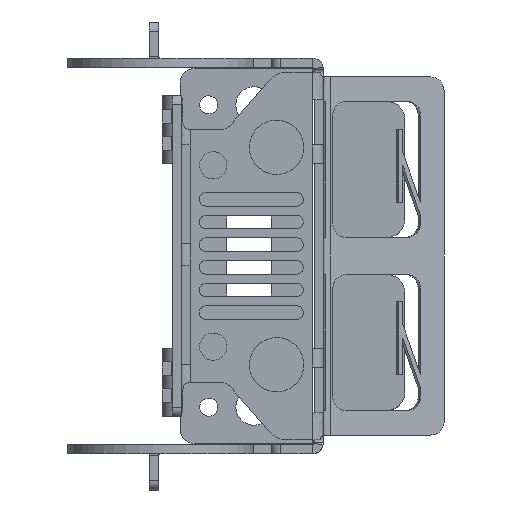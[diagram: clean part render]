
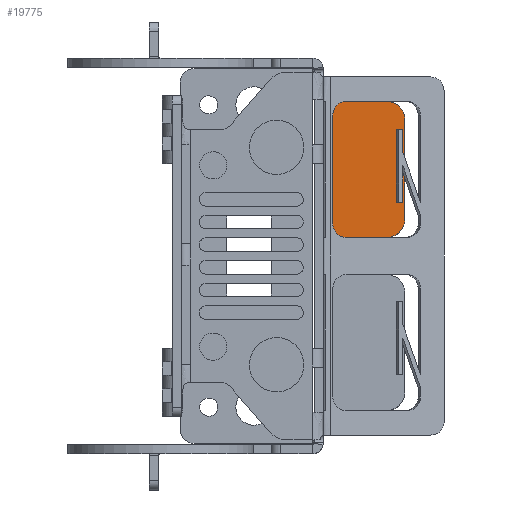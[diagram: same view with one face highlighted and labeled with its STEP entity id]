
A CAD part, left-side view. The second image highlights one B-rep face of the part: STEP entity #19775.
In plain terms, the highlighted free-form (B-spline) face has degree [1, 1] with [2, 2] control points.
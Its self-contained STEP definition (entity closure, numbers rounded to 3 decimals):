
#5341 = VERTEX_POINT('',#5342);
#5342 = CARTESIAN_POINT('',(62.651,-1.042,
    13.078));
#5348 = EDGE_CURVE('',#5341,#5349,#5351,.T.);
#5349 = VERTEX_POINT('',#5350);
#5350 = CARTESIAN_POINT('',(62.651,-1.042,
    14.815));
#5351 = B_SPLINE_CURVE_WITH_KNOTS('',1,(#5352,#5353),.UNSPECIFIED.,.F.,
  .F.,(2,2),(15.055,17.055),.PIECEWISE_BEZIER_KNOTS.);
#5352 = CARTESIAN_POINT('',(62.651,-1.042,
    13.078));
#5353 = CARTESIAN_POINT('',(62.651,-1.042,
    14.815));
#5371 = EDGE_CURVE('',#5372,#5374,#5376,.T.);
#5372 = VERTEX_POINT('',#5373);
#5373 = CARTESIAN_POINT('',(62.651,-1.042,
    1.785));
#5374 = VERTEX_POINT('',#5375);
#5375 = CARTESIAN_POINT('',(62.651,-1.042,
    3.523));
#5376 = B_SPLINE_CURVE_WITH_KNOTS('',1,(#5377,#5378),.UNSPECIFIED.,.F.,
  .F.,(2,2),(2.055,4.055),.PIECEWISE_BEZIER_KNOTS.);
#5377 = CARTESIAN_POINT('',(62.651,-1.042,
    1.785));
#5378 = CARTESIAN_POINT('',(62.651,-1.042,
    3.523));
#19731 = VERTEX_POINT('',#19732);
#19732 = CARTESIAN_POINT('',(62.651,-6.949,
    1.785));
#19737 = EDGE_CURVE('',#5372,#19731,#19738,.T.);
#19738 = B_SPLINE_CURVE_WITH_KNOTS('',1,(#19739,#19740),.UNSPECIFIED.,
  .F.,.F.,(2,2),(-8.8,-2.),.PIECEWISE_BEZIER_KNOTS.);
#19739 = CARTESIAN_POINT('',(62.651,-1.042,
    1.785));
#19740 = CARTESIAN_POINT('',(62.651,-6.949,
    1.785));
#19751 = EDGE_CURVE('',#19752,#5349,#19754,.T.);
#19752 = VERTEX_POINT('',#19753);
#19753 = CARTESIAN_POINT('',(62.651,-6.949,
    14.815));
#19754 = B_SPLINE_CURVE_WITH_KNOTS('',1,(#19755,#19756),.UNSPECIFIED.,
  .F.,.F.,(2,2),(-7.,-0.2),.PIECEWISE_BEZIER_KNOTS.);
#19755 = CARTESIAN_POINT('',(62.651,-6.949,
    14.815));
#19756 = CARTESIAN_POINT('',(62.651,-1.042,
    14.815));
#19775 = ADVANCED_FACE('',(#19776),#19808,.F.);
#19776 = FACE_BOUND('',#19777,.T.);
#19777 = EDGE_LOOP('',(#19778,#19779,#19787,#19794,#19800,#19801,#19802,
    #19807));
#19778 = ORIENTED_EDGE('',*,*,#19737,.T.);
#19779 = ORIENTED_EDGE('',*,*,#19780,.T.);
#19780 = EDGE_CURVE('',#19731,#19781,#19783,.T.);
#19781 = VERTEX_POINT('',#19782);
#19782 = CARTESIAN_POINT('',(62.651,-8.687,
    3.523));
#19783 = ( BOUNDED_CURVE() B_SPLINE_CURVE(2,(#19784,#19785,#19786),
.UNSPECIFIED.,.F.,.F.) B_SPLINE_CURVE_WITH_KNOTS((3,3),(1.571,
3.142),.PIECEWISE_BEZIER_KNOTS.) CURVE() 
GEOMETRIC_REPRESENTATION_ITEM() RATIONAL_B_SPLINE_CURVE((1.,
0.707,1.)) REPRESENTATION_ITEM('') );
#19784 = CARTESIAN_POINT('',(62.651,-6.949,
    1.785));
#19785 = CARTESIAN_POINT('',(62.651,-8.687,
    1.785));
#19786 = CARTESIAN_POINT('',(62.651,-8.687,
    3.523));
#19787 = ORIENTED_EDGE('',*,*,#19788,.T.);
#19788 = EDGE_CURVE('',#19781,#19789,#19791,.T.);
#19789 = VERTEX_POINT('',#19790);
#19790 = CARTESIAN_POINT('',(62.651,-8.687,
    13.078));
#19791 = B_SPLINE_CURVE_WITH_KNOTS('',1,(#19792,#19793),.UNSPECIFIED.,
  .F.,.F.,(2,2),(-13.,-2.),.PIECEWISE_BEZIER_KNOTS.);
#19792 = CARTESIAN_POINT('',(62.651,-8.687,
    3.523));
#19793 = CARTESIAN_POINT('',(62.651,-8.687,
    13.078));
#19794 = ORIENTED_EDGE('',*,*,#19795,.T.);
#19795 = EDGE_CURVE('',#19789,#19752,#19796,.T.);
#19796 = ( BOUNDED_CURVE() B_SPLINE_CURVE(2,(#19797,#19798,#19799),
.UNSPECIFIED.,.F.,.F.) B_SPLINE_CURVE_WITH_KNOTS((3,3),(3.142,
4.712),.PIECEWISE_BEZIER_KNOTS.) CURVE() 
GEOMETRIC_REPRESENTATION_ITEM() RATIONAL_B_SPLINE_CURVE((1.,
0.707,1.)) REPRESENTATION_ITEM('') );
#19797 = CARTESIAN_POINT('',(62.651,-8.687,
    13.078));
#19798 = CARTESIAN_POINT('',(62.651,-8.687,
    14.815));
#19799 = CARTESIAN_POINT('',(62.651,-6.949,
    14.815));
#19800 = ORIENTED_EDGE('',*,*,#19751,.T.);
#19801 = ORIENTED_EDGE('',*,*,#5348,.F.);
#19802 = ORIENTED_EDGE('',*,*,#19803,.T.);
#19803 = EDGE_CURVE('',#5341,#5374,#19804,.T.);
#19804 = B_SPLINE_CURVE_WITH_KNOTS('',1,(#19805,#19806),.UNSPECIFIED.,
  .F.,.F.,(2,2),(-13.,-2.),.PIECEWISE_BEZIER_KNOTS.);
#19805 = CARTESIAN_POINT('',(62.651,-1.042,
    13.078));
#19806 = CARTESIAN_POINT('',(62.651,-1.042,
    3.523));
#19807 = ORIENTED_EDGE('',*,*,#5371,.F.);
#19808 = B_SPLINE_SURFACE_WITH_KNOTS('',1,1,(
    (#19809,#19810)
    ,(#19811,#19812
  )),.UNSPECIFIED.,.F.,.F.,.F.,(2,2),(2,2),(-10.,-1.2),(2.055,
    17.055),.PIECEWISE_BEZIER_KNOTS.);
#19809 = CARTESIAN_POINT('',(62.651,-8.687,
    1.785));
#19810 = CARTESIAN_POINT('',(62.651,-8.687,
    14.815));
#19811 = CARTESIAN_POINT('',(62.651,-1.042,
    1.785));
#19812 = CARTESIAN_POINT('',(62.651,-1.042,
    14.815));
